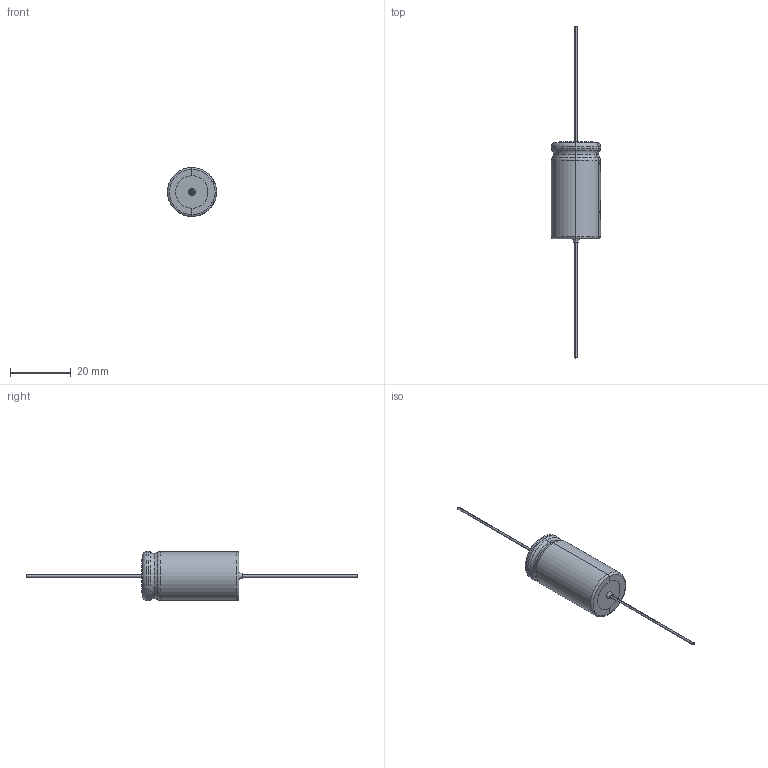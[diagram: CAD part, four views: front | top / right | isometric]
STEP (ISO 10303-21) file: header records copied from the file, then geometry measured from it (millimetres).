
FILE_DESCRIPTION (( 'STEP AP214' ), '1' );
FILE_NAME ('AIDEFAU1102111391063.step', '2005-11-02T16:01:41', ( 'SysAdmin' ), ( 'SolidWorks' ), 'SwSTEP 2.0', 'SolidWorks 2005254', '' );
FILE_SCHEMA (( 'AUTOMOTIVE_DESIGN' ));
Length unit declared in the file: inch
Products named in the file (1): AIDEFAU1102111391063
Bounding box: 16.15 x 109.22 x 16.13 mm (x, y, z)
Volume: 6430.3 mm3; surface area: 2186.6 mm2
Topology: 1 solids, 1 shells, 132 faces, 344 edges, 222 vertices
Faces by surface type: plane 54, torus 42, cylinder 34, cone 2
Entity records: 5718 total; most frequent: CARTESIAN_POINT 1307, ORIENTED_EDGE 688, DIRECTION 610, EDGE_CURVE 344, AXIS2_PLACEMENT_3D 245, VERTEX_POINT 222, EDGE_LOOP 140, ADVANCED_FACE 132
